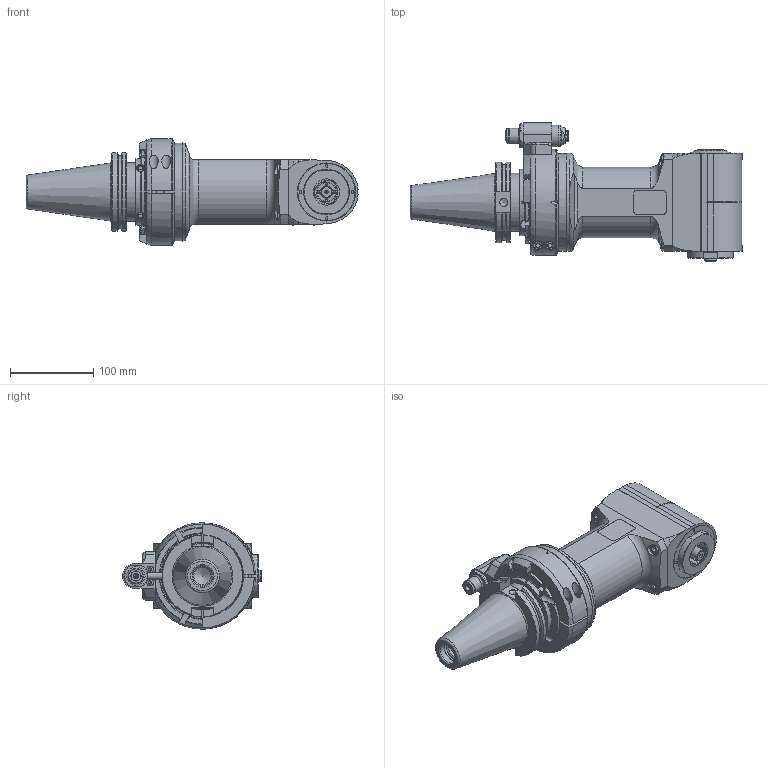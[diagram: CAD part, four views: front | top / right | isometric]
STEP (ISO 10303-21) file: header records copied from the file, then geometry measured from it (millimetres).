
FILE_DESCRIPTION(/* description */ (''),/* implementation_level */ '2;1');
FILE_NAME(/* name */ '9.F90.20L00-2C50-BP-C4.stp',/* time_stamp */ '2026-02-19T10:57:38-05:00',/* author */ ('jkrenzer'),/* organization */ (''),/* preprocessor_version */ 'ST-DEVELOPER v20',/* originating_system */ 'Autodesk Inventor 2025',/* authorisation */ '');
FILE_SCHEMA (('AUTOMOTIVE_DESIGN { 1 0 10303 214 3 1 1 }'));
Products named in the file (2): 9.F90.20L00-2C50-BP-C4; f9020l0-000c401c_958
Assembly tree (1 placements, depth 2):
  9.F90.20L00-2C50-BP-C4
    f9020l0-000c401c_958
Bounding box: 399.61 x 167 x 128 mm (x, y, z)
Volume: 2561843 mm3; surface area: 336408.8 mm2
Topology: 34 solids, 48 shells, 918 faces, 2184 edges, 1421 vertices
Faces by surface type: plane 378, cylinder 238, cone 211, torus 50, bspline 31, sphere 10
Full cylindrical faces by diameter (mm): 2 x1, 2.5 x4, 2.6 x2, 3 x2, 3.2 x12, 3.3 x4, 4 x4, 4.2 x8, 5 x10, 5.5 x2, 6 x11, 6.5 x3, 6.75 x11, 6.8 x1, 7 x2, 8 x12, 8.5 x6, 8.821 x1, 9 x3, 9.2 x1, 9.4 x2, 9.525 x1, 10 x5, 10.4 x2, 11 x3, 12 x5, 12.5 x2, 12.8 x1, 13 x5, 14 x6
Entity records: 59543 total; most frequent: CARTESIAN_POINT 38416, DIRECTION 4432, ORIENTED_EDGE 4270, EDGE_CURVE 2149, AXIS2_PLACEMENT_3D 1755, VERTEX_POINT 1421, EDGE_LOOP 1088, LINE 922
